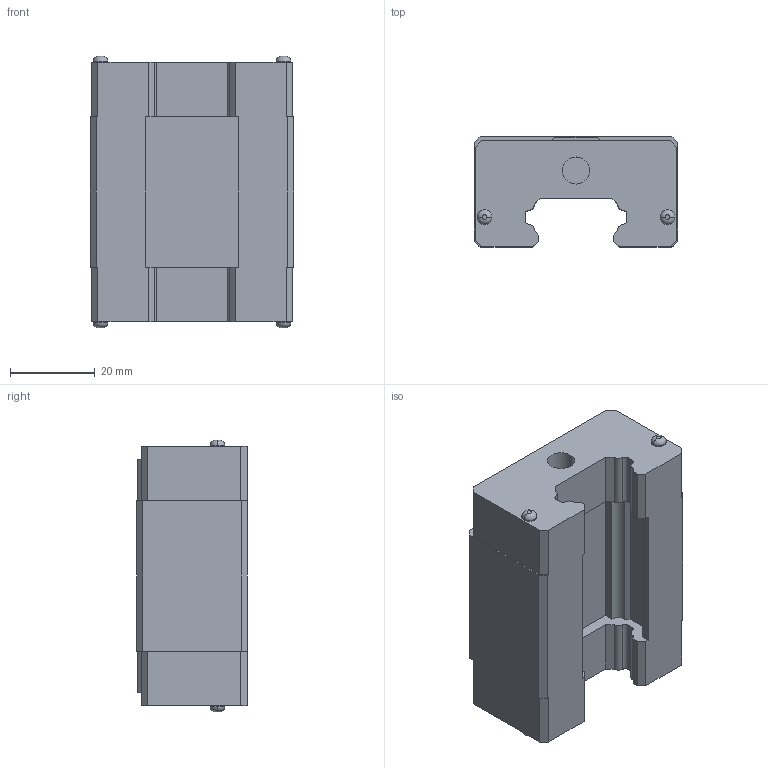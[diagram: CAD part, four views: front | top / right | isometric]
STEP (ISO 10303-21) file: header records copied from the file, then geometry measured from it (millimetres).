
FILE_DESCRIPTION (( 'STEP AP203' ), '1' );
FILE_NAME ('EGH25SA.STEP', '2007-01-12T09:01:21', ( 'HIWIN GmbH' ), ( '77654 Offenburg' ), 'SwSTEP 2.0', 'SolidWorks 2006104', '' );
FILE_SCHEMA (( 'CONFIG_CONTROL_DESIGN' ));
Length unit declared in the file: millimetre
Products named in the file (1): EGH25SA
Bounding box: 48 x 26 x 63.9 mm (x, y, z)
Volume: 54397.9 mm3; surface area: 13876.8 mm2
Topology: 1 solids, 1 shells, 126 faces, 340 edges, 224 vertices
Faces by surface type: plane 78, cylinder 40, torus 8
Entity records: 4033 total; most frequent: CARTESIAN_POINT 691, DIRECTION 690, ORIENTED_EDGE 680, EDGE_CURVE 340, VECTOR 244, LINE 244, VERTEX_POINT 224, AXIS2_PLACEMENT_3D 223
